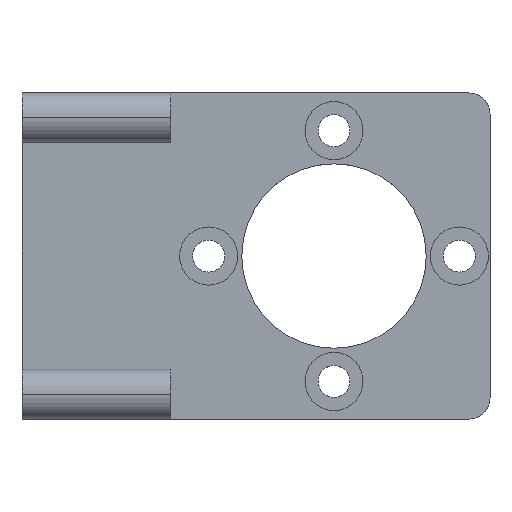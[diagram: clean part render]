
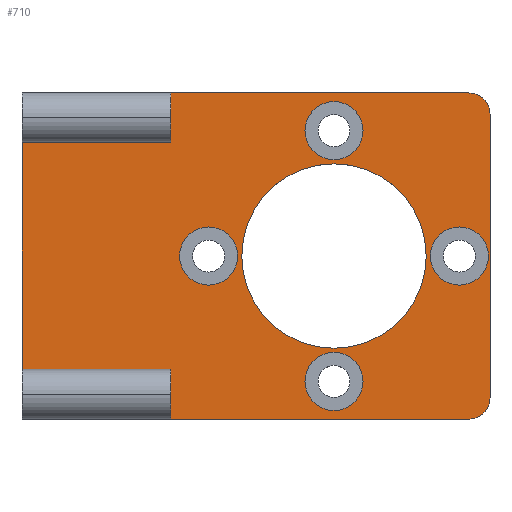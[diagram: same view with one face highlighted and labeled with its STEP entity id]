
A CAD part, top view. The second image highlights one B-rep face of the part: STEP entity #710.
In plain terms, the highlighted planar face has unit normal (0, 0, 1).
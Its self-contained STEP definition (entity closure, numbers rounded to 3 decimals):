
#33=FACE_BOUND('',#134,.T.);
#34=FACE_BOUND('',#135,.T.);
#35=FACE_BOUND('',#136,.T.);
#36=FACE_BOUND('',#137,.T.);
#37=FACE_BOUND('',#138,.T.);
#55=PLANE('',#800);
#84=FACE_OUTER_BOUND('',#133,.T.);
#133=EDGE_LOOP('',(#572,#573,#574,#575,#576,#577,#578,#579,#580,#581));
#134=EDGE_LOOP('',(#582));
#135=EDGE_LOOP('',(#583));
#136=EDGE_LOOP('',(#584));
#137=EDGE_LOOP('',(#585));
#138=EDGE_LOOP('',(#586));
#170=LINE('',#1137,#213);
#177=LINE('',#1160,#220);
#179=LINE('',#1164,#222);
#184=LINE('',#1181,#227);
#188=LINE('',#1188,#231);
#192=LINE('',#1219,#235);
#195=LINE('',#1224,#238);
#196=LINE('',#1226,#239);
#213=VECTOR('',#902,10.);
#220=VECTOR('',#923,10.);
#222=VECTOR('',#927,10.);
#227=VECTOR('',#944,10.);
#231=VECTOR('',#950,10.);
#235=VECTOR('',#988,10.);
#238=VECTOR('',#993,10.);
#239=VECTOR('',#994,10.);
#249=CIRCLE('',#744,4.1);
#252=CIRCLE('',#749,4.1);
#255=CIRCLE('',#754,4.1);
#258=CIRCLE('',#759,4.1);
#281=CIRCLE('',#797,3.);
#283=CIRCLE('',#801,3.);
#284=CIRCLE('',#802,13.);
#305=VERTEX_POINT('',#1087);
#308=VERTEX_POINT('',#1096);
#311=VERTEX_POINT('',#1105);
#314=VERTEX_POINT('',#1114);
#322=VERTEX_POINT('',#1134);
#323=VERTEX_POINT('',#1136);
#332=VERTEX_POINT('',#1158);
#333=VERTEX_POINT('',#1162);
#338=VERTEX_POINT('',#1178);
#339=VERTEX_POINT('',#1180);
#341=VERTEX_POINT('',#1186);
#349=VERTEX_POINT('',#1212);
#351=VERTEX_POINT('',#1218);
#353=VERTEX_POINT('',#1225);
#354=VERTEX_POINT('',#1228);
#371=EDGE_CURVE('',#305,#305,#249,.T.);
#375=EDGE_CURVE('',#308,#308,#252,.T.);
#379=EDGE_CURVE('',#311,#311,#255,.T.);
#383=EDGE_CURVE('',#314,#314,#258,.T.);
#393=EDGE_CURVE('',#323,#322,#170,.T.);
#405=EDGE_CURVE('',#322,#332,#177,.F.);
#407=EDGE_CURVE('',#332,#333,#179,.F.);
#415=EDGE_CURVE('',#339,#338,#184,.T.);
#419=EDGE_CURVE('',#338,#341,#188,.F.);
#431=EDGE_CURVE('',#339,#349,#281,.F.);
#434=EDGE_CURVE('',#351,#349,#192,.T.);
#437=EDGE_CURVE('',#341,#323,#195,.F.);
#438=EDGE_CURVE('',#333,#353,#196,.T.);
#439=EDGE_CURVE('',#351,#353,#283,.F.);
#440=EDGE_CURVE('',#354,#354,#284,.T.);
#572=ORIENTED_EDGE('',*,*,#431,.F.);
#573=ORIENTED_EDGE('',*,*,#415,.T.);
#574=ORIENTED_EDGE('',*,*,#419,.T.);
#575=ORIENTED_EDGE('',*,*,#437,.T.);
#576=ORIENTED_EDGE('',*,*,#393,.T.);
#577=ORIENTED_EDGE('',*,*,#405,.T.);
#578=ORIENTED_EDGE('',*,*,#407,.T.);
#579=ORIENTED_EDGE('',*,*,#438,.T.);
#580=ORIENTED_EDGE('',*,*,#439,.F.);
#581=ORIENTED_EDGE('',*,*,#434,.T.);
#582=ORIENTED_EDGE('',*,*,#371,.T.);
#583=ORIENTED_EDGE('',*,*,#375,.T.);
#584=ORIENTED_EDGE('',*,*,#379,.T.);
#585=ORIENTED_EDGE('',*,*,#383,.T.);
#586=ORIENTED_EDGE('',*,*,#440,.T.);
#710=ADVANCED_FACE('',(#84,#33,#34,#35,#36,#37),#55,.T.);
#744=AXIS2_PLACEMENT_3D('',#1088,#847,#848);
#749=AXIS2_PLACEMENT_3D('',#1097,#858,#859);
#754=AXIS2_PLACEMENT_3D('',#1106,#869,#870);
#759=AXIS2_PLACEMENT_3D('',#1115,#880,#881);
#797=AXIS2_PLACEMENT_3D('',#1213,#981,#982);
#800=AXIS2_PLACEMENT_3D('',#1223,#991,#992);
#801=AXIS2_PLACEMENT_3D('',#1227,#995,#996);
#802=AXIS2_PLACEMENT_3D('',#1229,#997,#998);
#847=DIRECTION('center_axis',(0.,0.,-1.));
#848=DIRECTION('ref_axis',(-1.,0.,0.));
#858=DIRECTION('center_axis',(0.,0.,-1.));
#859=DIRECTION('ref_axis',(-1.,0.,0.));
#869=DIRECTION('center_axis',(0.,0.,-1.));
#870=DIRECTION('ref_axis',(-1.,0.,0.));
#880=DIRECTION('center_axis',(0.,0.,-1.));
#881=DIRECTION('ref_axis',(-1.,0.,0.));
#902=DIRECTION('',(0.,-1.,0.));
#923=DIRECTION('',(-1.,0.,0.));
#927=DIRECTION('',(0.,1.,0.));
#944=DIRECTION('',(-1.,0.,0.));
#950=DIRECTION('',(0.,1.,0.));
#981=DIRECTION('center_axis',(0.,0.,1.));
#982=DIRECTION('ref_axis',(0.707,0.707,0.));
#988=DIRECTION('',(0.,1.,0.));
#991=DIRECTION('center_axis',(0.,0.,1.));
#992=DIRECTION('ref_axis',(1.,0.,0.));
#993=DIRECTION('',(1.,0.,0.));
#994=DIRECTION('',(1.,0.,0.));
#995=DIRECTION('center_axis',(0.,0.,1.));
#996=DIRECTION('ref_axis',(0.707,-0.707,0.));
#997=DIRECTION('center_axis',(0.,0.,-1.));
#998=DIRECTION('ref_axis',(1.,0.,0.));
#1087=CARTESIAN_POINT('',(4.1,17.678,3.));
#1088=CARTESIAN_POINT('Origin',(0.,17.678,3.));
#1096=CARTESIAN_POINT('',(21.778,0.,3.));
#1097=CARTESIAN_POINT('Origin',(17.678,0.,3.));
#1105=CARTESIAN_POINT('',(-13.578,0.,3.));
#1106=CARTESIAN_POINT('Origin',(-17.678,0.,3.));
#1114=CARTESIAN_POINT('',(4.1,-17.678,3.));
#1115=CARTESIAN_POINT('Origin',(0.,-17.678,3.));
#1134=CARTESIAN_POINT('',(-44.,-16.,3.));
#1136=CARTESIAN_POINT('',(-44.,16.,3.));
#1137=CARTESIAN_POINT('',(-44.,-11.409,3.));
#1158=CARTESIAN_POINT('',(-23.012,-16.,3.));
#1160=CARTESIAN_POINT('',(-17.006,-16.,3.));
#1162=CARTESIAN_POINT('',(-23.012,-23.,3.));
#1164=CARTESIAN_POINT('',(-23.012,-4.922,3.));
#1178=CARTESIAN_POINT('',(-23.,23.,3.));
#1180=CARTESIAN_POINT('',(19.,23.,3.));
#1181=CARTESIAN_POINT('',(5.5,23.,3.));
#1186=CARTESIAN_POINT('',(-23.,16.,3.));
#1188=CARTESIAN_POINT('',(-23.,13.725,3.));
#1212=CARTESIAN_POINT('',(22.,20.,3.));
#1213=CARTESIAN_POINT('Origin',(19.,20.,3.));
#1218=CARTESIAN_POINT('',(22.,-20.,3.));
#1219=CARTESIAN_POINT('',(22.,-11.,3.));
#1223=CARTESIAN_POINT('Origin',(-11.,0.,3.));
#1224=CARTESIAN_POINT('',(-27.5,16.,3.));
#1225=CARTESIAN_POINT('',(19.,-23.,3.));
#1226=CARTESIAN_POINT('',(-27.506,-23.,3.));
#1227=CARTESIAN_POINT('Origin',(19.,-20.,3.));
#1228=CARTESIAN_POINT('',(-13.,0.,3.));
#1229=CARTESIAN_POINT('Origin',(0.,0.,3.));
